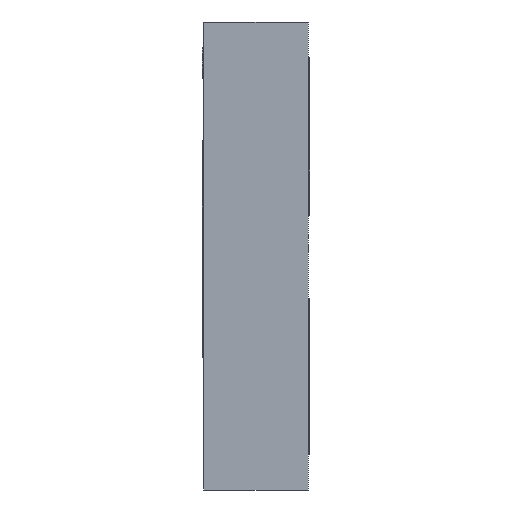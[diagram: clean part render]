
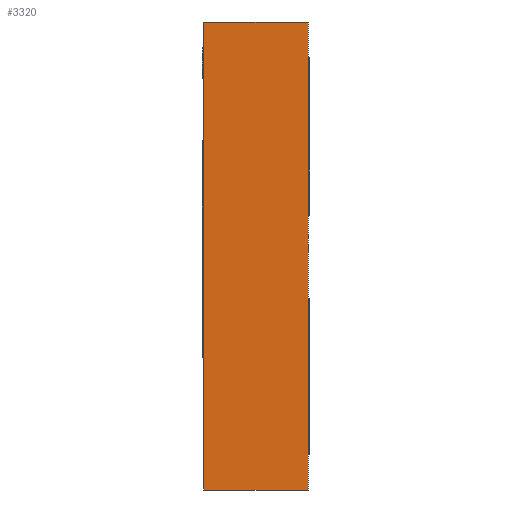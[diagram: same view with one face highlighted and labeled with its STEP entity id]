
A CAD part, left-side view. The second image highlights one B-rep face of the part: STEP entity #3320.
In plain terms, the highlighted planar face has unit normal (-1, 0, 0).
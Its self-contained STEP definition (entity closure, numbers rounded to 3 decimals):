
#306 = LINE ( 'NONE', #2849, #3209 ) ;
#475 = EDGE_CURVE ( 'NONE', #5322, #4925, #1789, .T. ) ;
#646 = VERTEX_POINT ( 'NONE', #2027 ) ;
#722 = EDGE_CURVE ( 'NONE', #646, #4925, #5924, .T. ) ;
#762 = DIRECTION ( 'NONE',  ( 0., 0., 1. ) ) ;
#822 = DIRECTION ( 'NONE',  ( 0., -1., 0. ) ) ;
#862 = ORIENTED_EDGE ( 'NONE', *, *, #6414, .T. ) ;
#1789 = LINE ( 'NONE', #2381, #1931 ) ;
#1823 = DIRECTION ( 'NONE',  ( 0., 0., -1. ) ) ;
#1931 = VECTOR ( 'NONE', #1823, 1000. ) ;
#1937 = VECTOR ( 'NONE', #3168, 1000. ) ;
#2027 = CARTESIAN_POINT ( 'NONE',  ( 0., 0.896, -4. ) ) ;
#2381 = CARTESIAN_POINT ( 'NONE',  ( 0., 0., 0. ) ) ;
#2446 = CARTESIAN_POINT ( 'NONE',  ( 0., 0., -4. ) ) ;
#2480 = CARTESIAN_POINT ( 'NONE',  ( 0., 0.896, 0. ) ) ;
#2761 = AXIS2_PLACEMENT_3D ( 'NONE', #2480, #6742, #762 ) ;
#2849 = CARTESIAN_POINT ( 'NONE',  ( 0., 0.896, 0. ) ) ;
#2927 = FACE_OUTER_BOUND ( 'NONE', #6295, .T. ) ;
#3168 = DIRECTION ( 'NONE',  ( 0., -1., 0. ) ) ;
#3209 = VECTOR ( 'NONE', #822, 1000. ) ;
#3320 = ADVANCED_FACE ( 'NONE', ( #2927 ), #6176, .T. ) ;
#3700 = EDGE_CURVE ( 'NONE', #5174, #5322, #306, .T. ) ;
#3819 = CARTESIAN_POINT ( 'NONE',  ( 0., 0.896, 0. ) ) ;
#4085 = CARTESIAN_POINT ( 'NONE',  ( 0., 0., 0. ) ) ;
#4781 = LINE ( 'NONE', #3819, #6772 ) ;
#4925 = VERTEX_POINT ( 'NONE', #2446 ) ;
#5174 = VERTEX_POINT ( 'NONE', #5899 ) ;
#5322 = VERTEX_POINT ( 'NONE', #4085 ) ;
#5345 = DIRECTION ( 'NONE',  ( 0., 0., -1. ) ) ;
#5859 = ORIENTED_EDGE ( 'NONE', *, *, #3700, .F. ) ;
#5899 = CARTESIAN_POINT ( 'NONE',  ( 0., 0.896, 0. ) ) ;
#5924 = LINE ( 'NONE', #6383, #1937 ) ;
#5957 = ORIENTED_EDGE ( 'NONE', *, *, #475, .F. ) ;
#6176 = PLANE ( 'NONE',  #2761 ) ;
#6295 = EDGE_LOOP ( 'NONE', ( #5957, #5859, #862, #6401 ) ) ;
#6383 = CARTESIAN_POINT ( 'NONE',  ( 0., 0.896, -4. ) ) ;
#6401 = ORIENTED_EDGE ( 'NONE', *, *, #722, .T. ) ;
#6414 = EDGE_CURVE ( 'NONE', #5174, #646, #4781, .T. ) ;
#6742 = DIRECTION ( 'NONE',  ( -1., 0., 0. ) ) ;
#6772 = VECTOR ( 'NONE', #5345, 1000. ) ;
